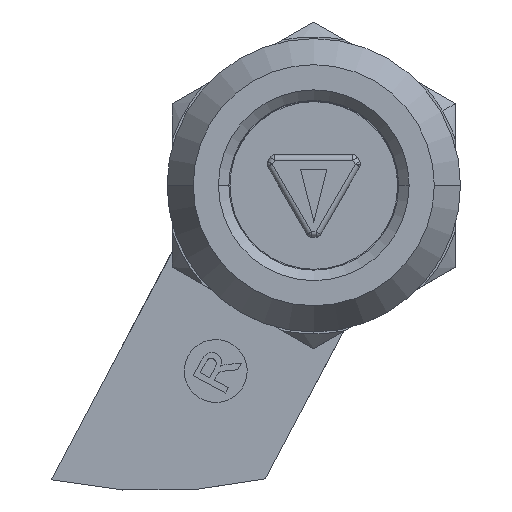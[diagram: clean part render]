
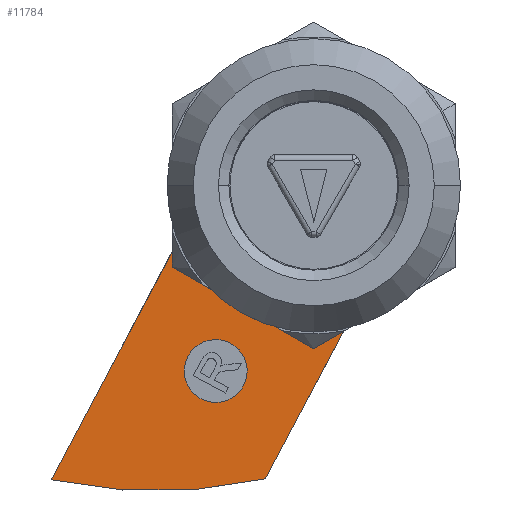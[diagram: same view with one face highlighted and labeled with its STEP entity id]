
A CAD part, top view. The second image highlights one B-rep face of the part: STEP entity #11784.
In plain terms, the highlighted planar face has unit normal (0, 0, 1).
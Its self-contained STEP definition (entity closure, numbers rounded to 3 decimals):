
#273 = EDGE_CURVE ( 'NONE', #32206, #14718, #21267, .T. ) ;
#328 = CARTESIAN_POINT ( 'NONE',  ( -9.377, -48.478, -5.02 ) ) ;
#892 = DIRECTION ( 'NONE',  ( 0., 0., 1. ) ) ;
#1151 = ORIENTED_EDGE ( 'NONE', *, *, #19461, .F. ) ;
#1998 = EDGE_CURVE ( 'NONE', #3157, #24305, #25043, .T. ) ;
#2993 = CIRCLE ( 'NONE', #20051, 3. ) ;
#3157 = VERTEX_POINT ( 'NONE', #5485 ) ;
#3618 = CARTESIAN_POINT ( 'NONE',  ( -9.355, -67.677, -5.02 ) ) ;
#4377 = CIRCLE ( 'NONE', #5455, 9.5 ) ;
#5082 = DIRECTION ( 'NONE',  ( 0.468, 0.884, 0. ) ) ;
#5455 = AXIS2_PLACEMENT_3D ( 'NONE', #24470, #892, #14302 ) ;
#5485 = CARTESIAN_POINT ( 'NONE',  ( -9.377, -48.478, -5.02 ) ) ;
#6244 = CARTESIAN_POINT ( 'NONE',  ( -15.027, -32.431, -5.02 ) ) ;
#7730 = LINE ( 'NONE', #328, #9834 ) ;
#8037 = FACE_OUTER_BOUND ( 'NONE', #22142, .T. ) ;
#8613 = AXIS2_PLACEMENT_3D ( 'NONE', #32132, #19005, #26596 ) ;
#8835 = CARTESIAN_POINT ( 'NONE',  ( -4.613, -77.959, -5.02 ) ) ;
#9834 = VECTOR ( 'NONE', #10811, 1000. ) ;
#9855 = AXIS2_PLACEMENT_3D ( 'NONE', #15280, #29081, #23873 ) ;
#10418 = CARTESIAN_POINT ( 'NONE',  ( -25.027, -78.051, -5.02 ) ) ;
#10811 = DIRECTION ( 'NONE',  ( -0.468, -0.884, 0. ) ) ;
#11784 = ADVANCED_FACE ( 'NONE', ( #23541, #8037 ), #26141, .F. ) ;
#11841 = VERTEX_POINT ( 'NONE', #20629 ) ;
#13627 = DIRECTION ( 'NONE',  ( 0., 0., -1. ) ) ;
#14026 = VECTOR ( 'NONE', #24193, 1000. ) ;
#14107 = DIRECTION ( 'NONE',  ( 0.468, 0.884, 0. ) ) ;
#14302 = DIRECTION ( 'NONE',  ( 0.468, 0.884, 0. ) ) ;
#14718 = VERTEX_POINT ( 'NONE', #8835 ) ;
#15053 = CARTESIAN_POINT ( 'NONE',  ( 6.532, -56.898, -5.02 ) ) ;
#15280 = CARTESIAN_POINT ( 'NONE',  ( 0., -50., -5.02 ) ) ;
#15652 = CARTESIAN_POINT ( 'NONE',  ( -10.758, -70.329, -5.02 ) ) ;
#16005 = EDGE_CURVE ( 'NONE', #3157, #27179, #7730, .T. ) ;
#16143 = VERTEX_POINT ( 'NONE', #15652 ) ;
#16220 = DIRECTION ( 'NONE',  ( -0.468, -0.884, 0. ) ) ;
#18422 = CIRCLE ( 'NONE', #26118, 46.704 ) ;
#18685 = CARTESIAN_POINT ( 'NONE',  ( 0., -50., -5.02 ) ) ;
#18687 = ORIENTED_EDGE ( 'NONE', *, *, #16005, .T. ) ;
#19005 = DIRECTION ( 'NONE',  ( 0., 0., 1. ) ) ;
#19461 = EDGE_CURVE ( 'NONE', #24305, #32206, #4377, .T. ) ;
#20051 = AXIS2_PLACEMENT_3D ( 'NONE', #3618, #22215, #14107 ) ;
#20629 = CARTESIAN_POINT ( 'NONE',  ( -7.952, -65.026, -5.02 ) ) ;
#21267 = LINE ( 'NONE', #32337, #14026 ) ;
#22142 = EDGE_LOOP ( 'NONE', ( #28899, #18687, #33056, #33043, #1151 ) ) ;
#22215 = DIRECTION ( 'NONE',  ( 0., 0., 1. ) ) ;
#23541 = FACE_BOUND ( 'NONE', #29897, .T. ) ;
#23873 = DIRECTION ( 'NONE',  ( -0.468, -0.884, 0. ) ) ;
#23911 = AXIS2_PLACEMENT_3D ( 'NONE', #18685, #29050, #5082 ) ;
#24193 = DIRECTION ( 'NONE',  ( -0.468, -0.884, 0. ) ) ;
#24305 = VERTEX_POINT ( 'NONE', #31553 ) ;
#24470 = CARTESIAN_POINT ( 'NONE',  ( 0., -50., -5.02 ) ) ;
#25016 = EDGE_CURVE ( 'NONE', #16143, #11841, #2993, .T. ) ;
#25043 = CIRCLE ( 'NONE', #23911, 9.5 ) ;
#25683 = CIRCLE ( 'NONE', #8613, 3. ) ;
#26118 = AXIS2_PLACEMENT_3D ( 'NONE', #6244, #13627, #16220 ) ;
#26141 = PLANE ( 'NONE',  #9855 ) ;
#26596 = DIRECTION ( 'NONE',  ( 0.468, 0.884, 0. ) ) ;
#26812 = EDGE_CURVE ( 'NONE', #14718, #27179, #18422, .T. ) ;
#27179 = VERTEX_POINT ( 'NONE', #10418 ) ;
#27641 = ORIENTED_EDGE ( 'NONE', *, *, #25016, .F. ) ;
#28899 = ORIENTED_EDGE ( 'NONE', *, *, #1998, .F. ) ;
#29050 = DIRECTION ( 'NONE',  ( 0., 0., 1. ) ) ;
#29081 = DIRECTION ( 'NONE',  ( 0., 0., -1. ) ) ;
#29803 = EDGE_CURVE ( 'NONE', #11841, #16143, #25683, .T. ) ;
#29897 = EDGE_LOOP ( 'NONE', ( #32521, #27641 ) ) ;
#31553 = CARTESIAN_POINT ( 'NONE',  ( -4.444, -58.397, -5.02 ) ) ;
#32132 = CARTESIAN_POINT ( 'NONE',  ( -9.355, -67.677, -5.02 ) ) ;
#32206 = VERTEX_POINT ( 'NONE', #15053 ) ;
#32337 = CARTESIAN_POINT ( 'NONE',  ( 6.532, -56.898, -5.02 ) ) ;
#32521 = ORIENTED_EDGE ( 'NONE', *, *, #29803, .F. ) ;
#33043 = ORIENTED_EDGE ( 'NONE', *, *, #273, .F. ) ;
#33056 = ORIENTED_EDGE ( 'NONE', *, *, #26812, .F. ) ;
